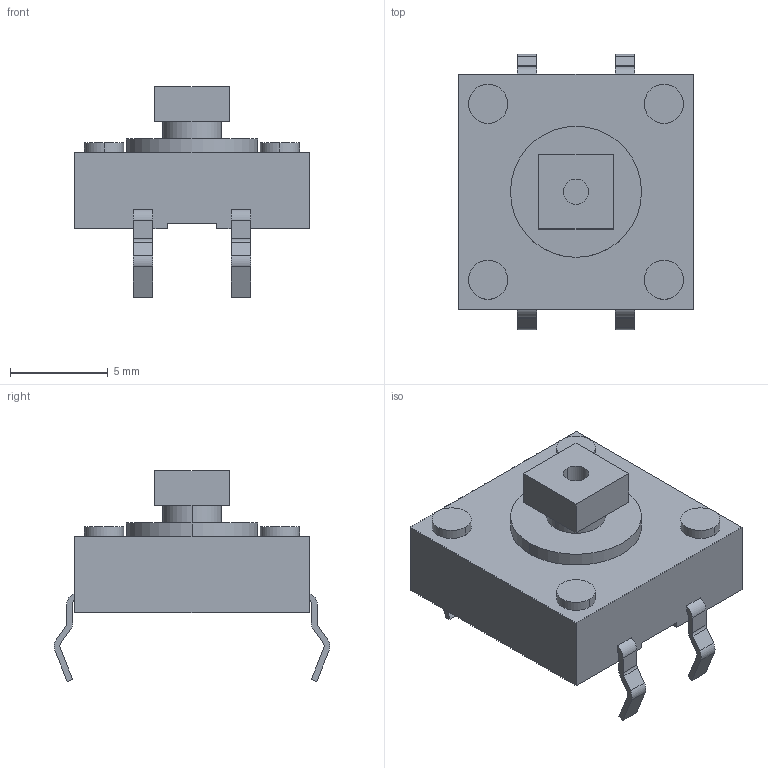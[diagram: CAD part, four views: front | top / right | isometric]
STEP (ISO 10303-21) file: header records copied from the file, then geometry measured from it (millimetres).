
FILE_DESCRIPTION((''),'2;1');
FILE_NAME('C-1571627-1','2008-07-02T',('workeradm'),('Tyco Electronics Corporation'),'PRO/ENGINEER BY PARAMETRIC TECHNOLOGY CORPORATION, 2005450','PRO/ENGINEER BY PARAMETRIC TECHNOLOGY CORPORATION, 2005450','');
FILE_SCHEMA(('CONFIG_CONTROL_DESIGN', 'GEOMETRIC_VALIDATION_PROPERTIES_MIM'));
Length unit declared in the file: millimetre
Products named in the file (1): C-1571627-1
Bounding box: 12 x 14.1 x 10.78 mm (x, y, z)
Volume: 622.2 mm3; surface area: 612 mm2
Topology: 1 solids, 1 shells, 96 faces, 246 edges, 164 vertices
Faces by surface type: plane 58, cylinder 38
Entity records: 3055 total; most frequent: DIRECTION 514, CARTESIAN_POINT 507, ORIENTED_EDGE 492, EDGE_CURVE 246, AXIS2_PLACEMENT_3D 172, VECTOR 170, LINE 170, VERTEX_POINT 164
